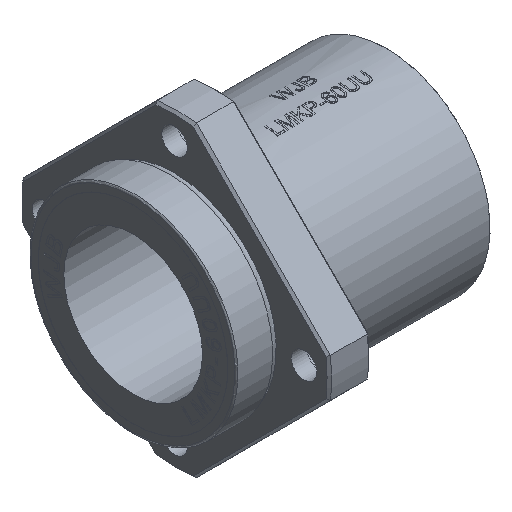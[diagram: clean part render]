
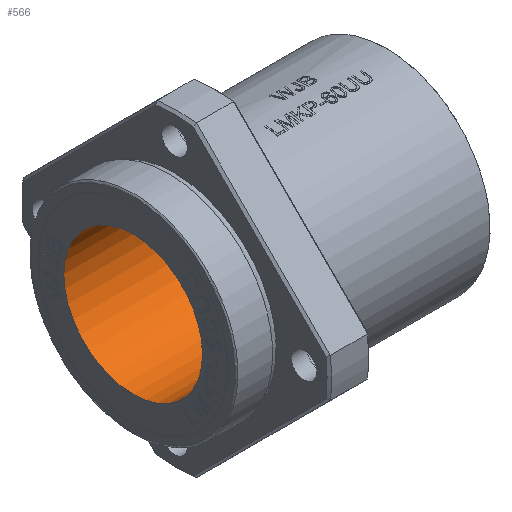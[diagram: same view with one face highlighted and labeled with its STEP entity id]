
A CAD part, isometric view. The second image highlights one B-rep face of the part: STEP entity #566.
In plain terms, the highlighted cylindrical face has radius 30 mm (diameter 60 mm), a full revolution.
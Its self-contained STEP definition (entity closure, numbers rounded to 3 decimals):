
#501=CYLINDRICAL_SURFACE('',#6932,30.);
#566=ADVANCED_FACE('',(#1276,#1277),#501,.F.);
#1160=CIRCLE('',#6878,30.);
#1161=CIRCLE('',#6879,30.);
#1179=CIRCLE('',#6910,30.);
#1180=CIRCLE('',#6911,30.);
#1276=FACE_BOUND('',#1411,.T.);
#1277=FACE_BOUND('',#1412,.T.);
#1411=EDGE_LOOP('',(#2644,#2645));
#1412=EDGE_LOOP('',(#2646,#2647));
#2644=ORIENTED_EDGE('',*,*,#5083,.T.);
#2645=ORIENTED_EDGE('',*,*,#5084,.T.);
#2646=ORIENTED_EDGE('',*,*,#4908,.F.);
#2647=ORIENTED_EDGE('',*,*,#4909,.F.);
#4258=VERTEX_POINT('',#8710);
#4259=VERTEX_POINT('',#8711);
#4433=VERTEX_POINT('',#9892);
#4434=VERTEX_POINT('',#9893);
#4908=EDGE_CURVE('',#4258,#4259,#1160,.T.);
#4909=EDGE_CURVE('',#4259,#4258,#1161,.T.);
#5083=EDGE_CURVE('',#4433,#4434,#1179,.T.);
#5084=EDGE_CURVE('',#4434,#4433,#1180,.T.);
#6878=AXIS2_PLACEMENT_3D('',#8709,#7263,#7264);
#6879=AXIS2_PLACEMENT_3D('',#8712,#7265,#7266);
#6910=AXIS2_PLACEMENT_3D('',#9891,#7406,#7407);
#6911=AXIS2_PLACEMENT_3D('',#9894,#7408,#7409);
#6932=AXIS2_PLACEMENT_3D('',#10442,#7497,#7498);
#7263=DIRECTION('',(-1.,0.,0.));
#7264=DIRECTION('',(0.,0.,-1.));
#7265=DIRECTION('',(-1.,0.,0.));
#7266=DIRECTION('',(0.,0.,-1.));
#7406=DIRECTION('',(-1.,0.,0.));
#7407=DIRECTION('',(0.,0.,1.));
#7408=DIRECTION('',(-1.,0.,0.));
#7409=DIRECTION('',(0.,0.,1.));
#7497=DIRECTION('',(1.,0.,0.));
#7498=DIRECTION('',(0.,0.,1.));
#8709=CARTESIAN_POINT('',(91.9,0.,0.));
#8710=CARTESIAN_POINT('',(91.9,0.,30.));
#8711=CARTESIAN_POINT('',(91.9,0.,-30.));
#8712=CARTESIAN_POINT('',(91.9,0.,0.));
#9891=CARTESIAN_POINT('',(-17.9,0.,0.));
#9892=CARTESIAN_POINT('',(-17.9,0.,30.));
#9893=CARTESIAN_POINT('',(-17.9,0.,-30.));
#9894=CARTESIAN_POINT('',(-17.9,0.,0.));
#10442=CARTESIAN_POINT('',(-91.9,0.,0.));
